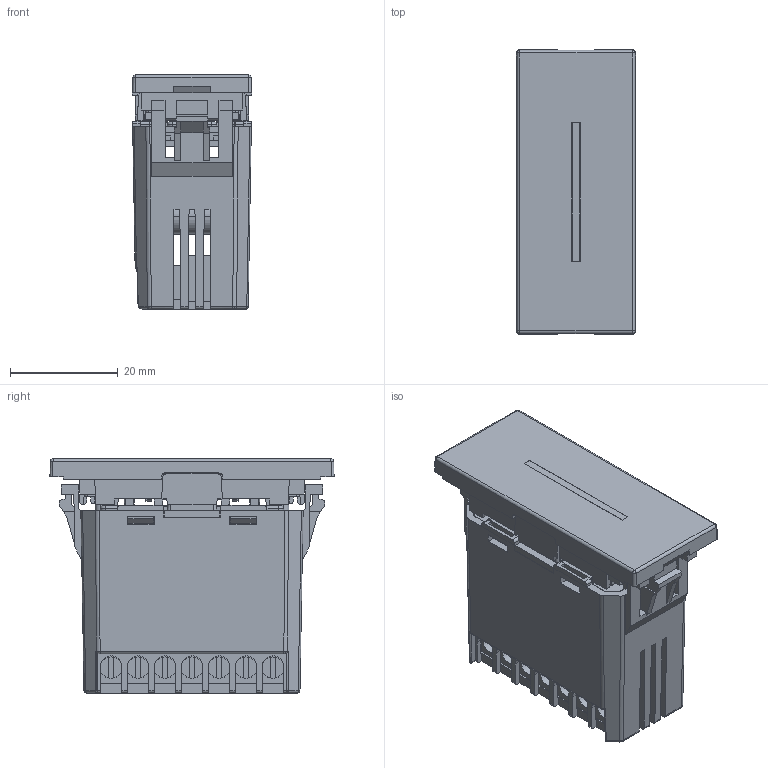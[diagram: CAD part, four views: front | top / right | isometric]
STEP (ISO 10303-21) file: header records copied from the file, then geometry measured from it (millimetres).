
FILE_DESCRIPTION (( 'STEP AP214' ), '1' );
FILE_NAME ('4BOX-WIFI-LINEA-20231006.STEP', '2023-10-06T02:07:23', ( '' ), ( '' ), 'SwSTEP 2.0', 'SolidWorks 2016', '' );
FILE_SCHEMA (( 'AUTOMOTIVE_DESIGN' ));
Length unit declared in the file: millimetre
Products named in the file (11): 4BOX-WIFI羲壽奻裔-20221111載陔; PCB-A; 4BOX-WIFI羲壽啊裝-20221015; WIFI羲壽盓傅啣-LINEA-20230810; 4BOX-WIFI羲壽腑欶-M-20221116; PCB-B; WIFI羲壽欂啣-LINEA-20230810; 4BOX-WIFI-LINEA-20231006; 4BOX-SWITCH+WIFI-PCB郪璃-20221013; WIFI羲壽菁釱-LINEA-20230810; 諉盄傷赽_a
Assembly tree (10 placements, depth 3):
  4BOX-WIFI-LINEA-20231006
    4BOX-SWITCH+WIFI-PCB郪璃-20221013
      PCB-A
      PCB-B
      諉盄傷赽_a
    4BOX-WIFI羲壽奻裔-20221111載陔
    4BOX-WIFI羲壽啊裝-20221015
    4BOX-WIFI羲壽腑欶-M-20221116
    WIFI羲壽菁釱-LINEA-20230810
    WIFI羲壽欂啣-LINEA-20230810
    WIFI羲壽盓傅啣-LINEA-20230810
Bounding box: 22.1 x 52.67 x 43.4 mm (x, y, z)
Volume: 20781.7 mm3; surface area: 29456.7 mm2
Topology: 9 solids, 9 shells, 2052 faces, 5871 edges, 3848 vertices
Faces by surface type: plane 1570, cylinder 378, bspline 66, sphere 14, torus 12, cone 12
Entity records: 69206 total; most frequent: CARTESIAN_POINT 15710, ORIENTED_EDGE 11726, DIRECTION 10027, EDGE_CURVE 5863, VECTOR 4865, LINE 4865, VERTEX_POINT 3848, AXIS2_PLACEMENT_3D 2581
